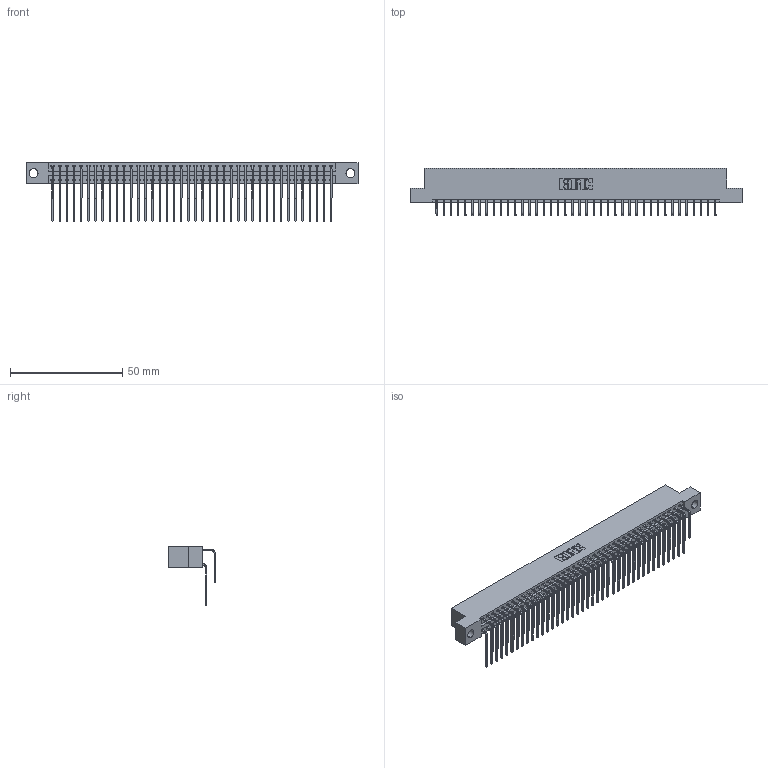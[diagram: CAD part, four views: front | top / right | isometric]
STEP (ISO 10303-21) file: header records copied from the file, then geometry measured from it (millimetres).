
FILE_DESCRIPTION (( 'STEP AP203' ), '1' );
FILE_NAME ('396-080-559-204.STEP', '2019-11-03T12:43:28', ( '' ), ( '' ), 'SwSTEP 2.0', 'SolidWorks 2016', '' );
FILE_SCHEMA (( 'CONFIG_CONTROL_DESIGN' ));
Length unit declared in the file: inch
Products named in the file (4): 396-080-559-204; 345-292-001_559 Tail - 2; 346 Part_Flush Mounting Lugs - 0.156 Dia-TH; 345-292-001_558 559 Tail - 1
Assembly tree (81 placements, depth 2):
  396-080-559-204
    346 Part_Flush Mounting Lugs - 0.156 Dia-TH
    345-292-001_558 559 Tail - 1  x40
    345-292-001_559 Tail - 2  x40
Bounding box: 147.57 x 20.89 x 26.16 mm (x, y, z)
Volume: 14748.4 mm3; surface area: 22268.6 mm2
Topology: 81 solids, 81 shells, 4442 faces, 13209 edges, 8698 vertices
Faces by surface type: plane 3036, cylinder 1406
Entity records: 28161 total; most frequent: CARTESIAN_POINT 4695, ORIENTED_EDGE 4578, DIRECTION 4161, EDGE_CURVE 2289, LINE 1957, VECTOR 1957, VERTEX_POINT 1522, AXIS2_PLACEMENT_3D 1102
